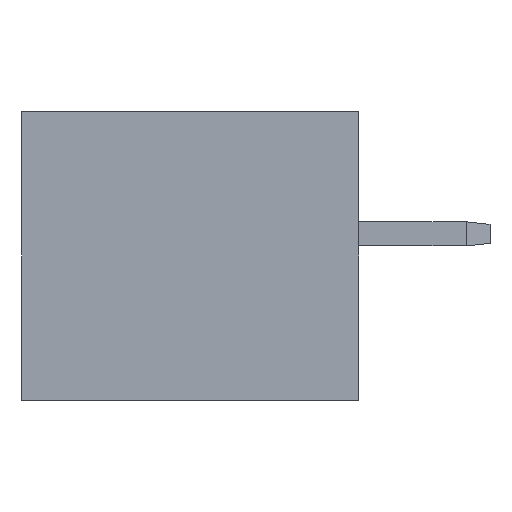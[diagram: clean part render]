
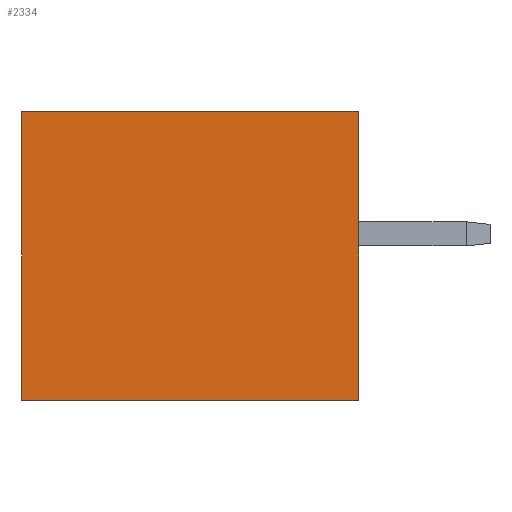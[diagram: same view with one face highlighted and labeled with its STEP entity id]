
A CAD part, left-side view. The second image highlights one B-rep face of the part: STEP entity #2334.
In plain terms, the highlighted planar face has unit normal (-1, 0, 0).
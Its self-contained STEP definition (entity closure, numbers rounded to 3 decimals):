
#428 = CARTESIAN_POINT ( 'NONE',  ( -13.9, 7., 0. ) ) ;
#557 = CARTESIAN_POINT ( 'NONE',  ( -13.9, 7., -6. ) ) ;
#578 = DIRECTION ( 'NONE',  ( 0., 0., 1. ) ) ;
#579 = VECTOR ( 'NONE', #578, 1000. ) ;
#580 = CARTESIAN_POINT ( 'NONE',  ( -13.9, 7., -6. ) ) ;
#581 = LINE ( 'NONE', #580, #579 ) ;
#647 = DIRECTION ( 'NONE',  ( 0., 1., 0. ) ) ;
#648 = VECTOR ( 'NONE', #647, 1000. ) ;
#659 = CARTESIAN_POINT ( 'NONE',  ( -13.9, 0., -6. ) ) ;
#771 = CARTESIAN_POINT ( 'NONE',  ( -13.9, 0., 0. ) ) ;
#772 = LINE ( 'NONE', #771, #774 ) ;
#773 = DIRECTION ( 'NONE',  ( 0., 1., 0. ) ) ;
#774 = VECTOR ( 'NONE', #773, 1000. ) ;
#795 = CARTESIAN_POINT ( 'NONE',  ( -13.9, 0., -6. ) ) ;
#796 = LINE ( 'NONE', #795, #648 ) ;
#1067 = AXIS2_PLACEMENT_3D ( 'NONE', #1074, #1108, #1107 ) ;
#1072 = PLANE ( 'NONE',  #1067 ) ;
#1073 = FACE_OUTER_BOUND ( 'NONE', #2366, .T. ) ;
#1074 = CARTESIAN_POINT ( 'NONE',  ( -13.9, 0., -6. ) ) ;
#1107 = DIRECTION ( 'NONE',  ( 0., 0., -1. ) ) ;
#1108 = DIRECTION ( 'NONE',  ( 1., 0., 0. ) ) ;
#1117 = VECTOR ( 'NONE', #1124, 1000. ) ;
#1123 = CARTESIAN_POINT ( 'NONE',  ( -13.9, 0., -6. ) ) ;
#1124 = DIRECTION ( 'NONE',  ( 0., 0., 1. ) ) ;
#1125 = LINE ( 'NONE', #1123, #1117 ) ;
#1495 = CARTESIAN_POINT ( 'NONE',  ( -13.9, 0., 0. ) ) ;
#1689 = VERTEX_POINT ( 'NONE', #428 ) ;
#1729 = EDGE_CURVE ( 'NONE', #1733, #1689, #581, .T. ) ;
#1733 = VERTEX_POINT ( 'NONE', #557 ) ;
#2000 = VERTEX_POINT ( 'NONE', #1495 ) ;
#2079 = EDGE_CURVE ( 'NONE', #2000, #1689, #772, .T. ) ;
#2124 = VERTEX_POINT ( 'NONE', #659 ) ;
#2132 = EDGE_CURVE ( 'NONE', #2124, #1733, #796, .T. ) ;
#2334 = ADVANCED_FACE ( 'NONE', ( #1073 ), #1072, .F. ) ;
#2335 = ORIENTED_EDGE ( 'NONE', *, *, #2132, .F. ) ;
#2336 = ORIENTED_EDGE ( 'NONE', *, *, #2357, .T. ) ;
#2357 = EDGE_CURVE ( 'NONE', #2124, #2000, #1125, .T. ) ;
#2366 = EDGE_LOOP ( 'NONE', ( #2393, #2370, #2335, #2336 ) ) ;
#2370 = ORIENTED_EDGE ( 'NONE', *, *, #1729, .F. ) ;
#2393 = ORIENTED_EDGE ( 'NONE', *, *, #2079, .T. ) ;
